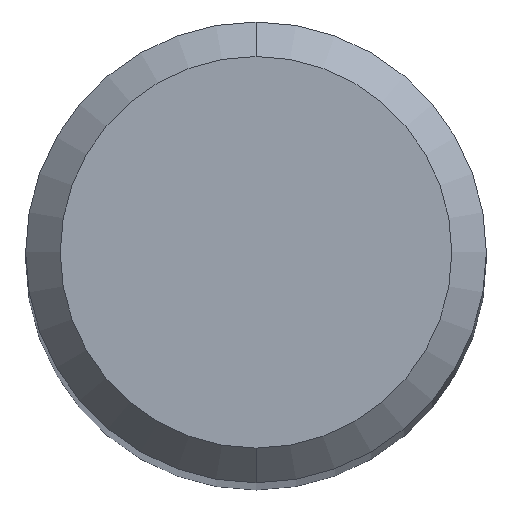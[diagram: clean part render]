
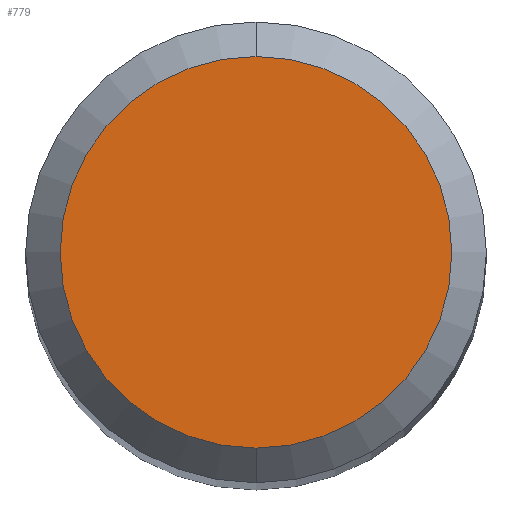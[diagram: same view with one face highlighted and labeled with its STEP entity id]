
A CAD part, top view. The second image highlights one B-rep face of the part: STEP entity #779.
In plain terms, the highlighted planar face has unit normal (0, 0, 1).
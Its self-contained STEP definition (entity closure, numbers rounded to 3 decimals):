
#513=VERTEX_POINT('',#1368);
#607=VERTEX_POINT('',#1469);
#779=ADVANCED_FACE('',(#1654),#1655,.T.);
#803=EDGE_CURVE('',#607,#513,#1681,.T.);
#1203=EDGE_CURVE('',#513,#607,#2125,.T.);
#1368=CARTESIAN_POINT('',(0.0,1.7,0.0));
#1469=CARTESIAN_POINT('',(0.,-1.7,0.0));
#1654=FACE_OUTER_BOUND('',#3770,.T.);
#1655=PLANE('',#3771);
#1681=CIRCLE('',#3911,1.7);
#2125=CIRCLE('',#5787,1.7);
#3770=EDGE_LOOP('',(#6351,#6352));
#3771=AXIS2_PLACEMENT_3D('',#6353,#6354,#6355);
#3911=AXIS2_PLACEMENT_3D('',#6377,#6378,#6379);
#5787=AXIS2_PLACEMENT_3D('',#6941,#6942,#6943);
#6351=ORIENTED_EDGE('',*,*,#1203,.F.);
#6352=ORIENTED_EDGE('',*,*,#803,.F.);
#6353=CARTESIAN_POINT('',(0.0,0.85,0.0));
#6354=DIRECTION('',(-0.0,0.0,1.0));
#6355=DIRECTION('',(0.0,-1.0,0.0));
#6377=CARTESIAN_POINT('',(0.0,0.0,0.0));
#6378=DIRECTION('',(0.0,0.0,-1.0));
#6379=DIRECTION('',(0.0,1.0,0.0));
#6941=CARTESIAN_POINT('',(0.0,0.0,0.0));
#6942=DIRECTION('',(0.0,0.0,-1.0));
#6943=DIRECTION('',(0.0,1.0,0.0));
